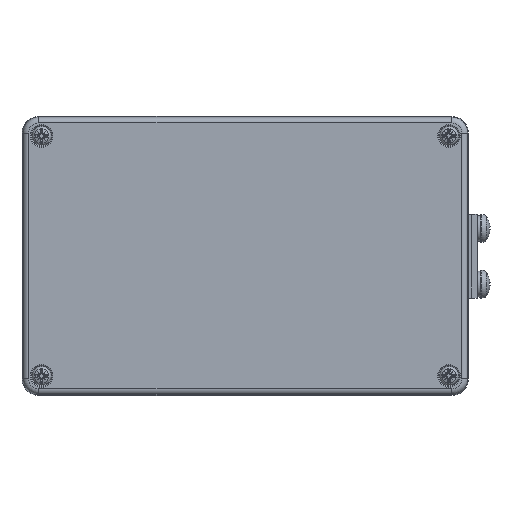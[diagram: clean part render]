
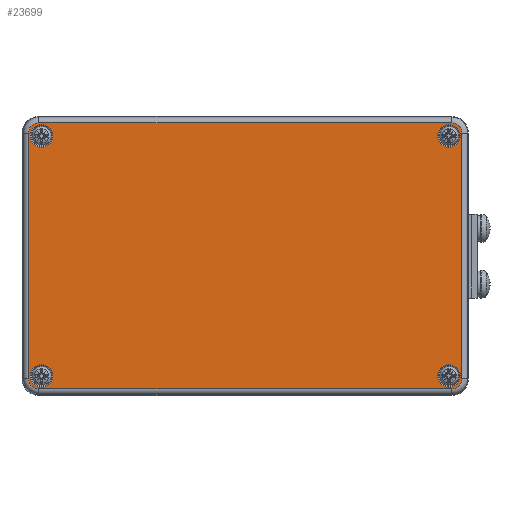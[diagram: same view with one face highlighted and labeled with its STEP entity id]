
A CAD part, top view. The second image highlights one B-rep face of the part: STEP entity #23699.
In plain terms, the highlighted face is planar.
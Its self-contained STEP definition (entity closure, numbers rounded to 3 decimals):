
#675=FACE_BOUND('',#5105,.T.);
#676=FACE_BOUND('',#5106,.T.);
#677=FACE_BOUND('',#5107,.T.);
#678=FACE_BOUND('',#5108,.T.);
#2356=PLANE('',#25325);
#3462=FACE_OUTER_BOUND('',#5104,.T.);
#5104=EDGE_LOOP('',(#20349,#20350,#20351,#20352,#20353,#20354,#20355,#20356));
#5105=EDGE_LOOP('',(#20357));
#5106=EDGE_LOOP('',(#20358));
#5107=EDGE_LOOP('',(#20359));
#5108=EDGE_LOOP('',(#20360));
#6989=LINE('',#42019,#8699);
#6992=LINE('',#42034,#8702);
#6994=LINE('',#42046,#8704);
#6996=LINE('',#42058,#8706);
#8699=VECTOR('',#29713,148.);
#8702=VECTOR('',#29730,88.);
#8704=VECTOR('',#29744,148.);
#8706=VECTOR('',#29758,88.);
#9520=CIRCLE('',#25301,3.686);
#9524=CIRCLE('',#25307,3.686);
#9528=CIRCLE('',#25313,3.686);
#9531=CIRCLE('',#25318,3.686);
#9534=CIRCLE('',#25326,4.05);
#9535=CIRCLE('',#25327,4.05);
#9536=CIRCLE('',#25328,4.05);
#9537=CIRCLE('',#25329,4.05);
#11502=VERTEX_POINT('',#42016);
#11503=VERTEX_POINT('',#42018);
#11505=VERTEX_POINT('',#42024);
#11507=VERTEX_POINT('',#42030);
#11509=VERTEX_POINT('',#42036);
#11511=VERTEX_POINT('',#42042);
#11513=VERTEX_POINT('',#42048);
#11515=VERTEX_POINT('',#42054);
#11522=VERTEX_POINT('',#42081);
#11523=VERTEX_POINT('',#42083);
#11524=VERTEX_POINT('',#42085);
#11525=VERTEX_POINT('',#42087);
#14535=EDGE_CURVE('',#11502,#11503,#6989,.T.);
#14540=EDGE_CURVE('',#11503,#11505,#9520,.T.);
#14543=EDGE_CURVE('',#11505,#11507,#6992,.T.);
#14546=EDGE_CURVE('',#11507,#11509,#9524,.T.);
#14549=EDGE_CURVE('',#11509,#11511,#6994,.T.);
#14552=EDGE_CURVE('',#11511,#11513,#9528,.T.);
#14555=EDGE_CURVE('',#11513,#11515,#6996,.T.);
#14557=EDGE_CURVE('',#11515,#11502,#9531,.T.);
#14567=EDGE_CURVE('',#11522,#11522,#9534,.T.);
#14568=EDGE_CURVE('',#11523,#11523,#9535,.T.);
#14569=EDGE_CURVE('',#11524,#11524,#9536,.T.);
#14570=EDGE_CURVE('',#11525,#11525,#9537,.T.);
#20349=ORIENTED_EDGE('',*,*,#14535,.F.);
#20350=ORIENTED_EDGE('',*,*,#14557,.F.);
#20351=ORIENTED_EDGE('',*,*,#14555,.F.);
#20352=ORIENTED_EDGE('',*,*,#14552,.F.);
#20353=ORIENTED_EDGE('',*,*,#14549,.F.);
#20354=ORIENTED_EDGE('',*,*,#14546,.F.);
#20355=ORIENTED_EDGE('',*,*,#14543,.F.);
#20356=ORIENTED_EDGE('',*,*,#14540,.F.);
#20357=ORIENTED_EDGE('',*,*,#14567,.F.);
#20358=ORIENTED_EDGE('',*,*,#14568,.F.);
#20359=ORIENTED_EDGE('',*,*,#14569,.F.);
#20360=ORIENTED_EDGE('',*,*,#14570,.F.);
#23699=ADVANCED_FACE('',(#3462,#675,#676,#677,#678),#2356,.F.);
#25301=AXIS2_PLACEMENT_3D('',#42028,#29723,#29724);
#25307=AXIS2_PLACEMENT_3D('',#42040,#29737,#29738);
#25313=AXIS2_PLACEMENT_3D('',#42052,#29751,#29752);
#25318=AXIS2_PLACEMENT_3D('',#42061,#29763,#29764);
#25325=AXIS2_PLACEMENT_3D('',#42080,#29784,#29785);
#25326=AXIS2_PLACEMENT_3D('',#42082,#29786,#29787);
#25327=AXIS2_PLACEMENT_3D('',#42084,#29788,#29789);
#25328=AXIS2_PLACEMENT_3D('',#42086,#29790,#29791);
#25329=AXIS2_PLACEMENT_3D('',#42088,#29792,#29793);
#29713=DIRECTION('',(1.,0.,0.));
#29723=DIRECTION('center_axis',(0.,0.,1.));
#29724=DIRECTION('ref_axis',(0.707,-0.707,0.));
#29730=DIRECTION('',(0.,1.,0.));
#29737=DIRECTION('center_axis',(0.,0.,1.));
#29738=DIRECTION('ref_axis',(0.707,0.707,0.));
#29744=DIRECTION('',(-1.,0.,0.));
#29751=DIRECTION('center_axis',(0.,0.,1.));
#29752=DIRECTION('ref_axis',(-0.707,0.707,0.));
#29758=DIRECTION('',(0.,-1.,0.));
#29763=DIRECTION('center_axis',(0.,0.,1.));
#29764=DIRECTION('ref_axis',(-0.707,-0.707,0.));
#29784=DIRECTION('center_axis',(0.,0.,1.));
#29785=DIRECTION('ref_axis',(1.,0.,0.));
#29786=DIRECTION('center_axis',(0.,0.,-1.));
#29787=DIRECTION('ref_axis',(1.,0.,0.));
#29788=DIRECTION('center_axis',(0.,0.,-1.));
#29789=DIRECTION('ref_axis',(1.,0.,0.));
#29790=DIRECTION('center_axis',(0.,0.,-1.));
#29791=DIRECTION('ref_axis',(1.,0.,0.));
#29792=DIRECTION('center_axis',(0.,0.,-1.));
#29793=DIRECTION('ref_axis',(1.,0.,0.));
#42016=CARTESIAN_POINT('',(-74.,-47.686,-20.));
#42018=CARTESIAN_POINT('',(74.,-47.686,-20.));
#42019=CARTESIAN_POINT('',(-37.,-47.686,-20.));
#42024=CARTESIAN_POINT('',(77.686,-44.,-20.));
#42028=CARTESIAN_POINT('Origin',(74.,-44.,-20.));
#42030=CARTESIAN_POINT('',(77.686,44.,-20.));
#42034=CARTESIAN_POINT('',(77.686,-22.,-20.));
#42036=CARTESIAN_POINT('',(74.,47.686,-20.));
#42040=CARTESIAN_POINT('Origin',(74.,44.,-20.));
#42042=CARTESIAN_POINT('',(-74.,47.686,-20.));
#42046=CARTESIAN_POINT('',(37.,47.686,-20.));
#42048=CARTESIAN_POINT('',(-77.686,44.,-20.));
#42052=CARTESIAN_POINT('Origin',(-74.,44.,-20.));
#42054=CARTESIAN_POINT('',(-77.686,-44.,-20.));
#42058=CARTESIAN_POINT('',(-77.686,22.,-20.));
#42061=CARTESIAN_POINT('Origin',(-74.,-44.,-20.));
#42080=CARTESIAN_POINT('Origin',(0.,0.,
-20.));
#42081=CARTESIAN_POINT('',(-77.05,43.,-20.));
#42082=CARTESIAN_POINT('Origin',(-73.,43.,-20.));
#42083=CARTESIAN_POINT('',(68.95,-43.,-20.));
#42084=CARTESIAN_POINT('Origin',(73.,-43.,-20.));
#42085=CARTESIAN_POINT('',(-77.05,-43.,-20.));
#42086=CARTESIAN_POINT('Origin',(-73.,-43.,-20.));
#42087=CARTESIAN_POINT('',(68.95,43.,-20.));
#42088=CARTESIAN_POINT('Origin',(73.,43.,-20.));
